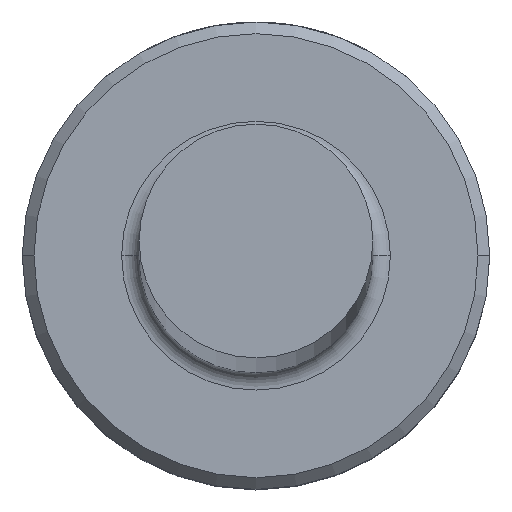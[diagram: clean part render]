
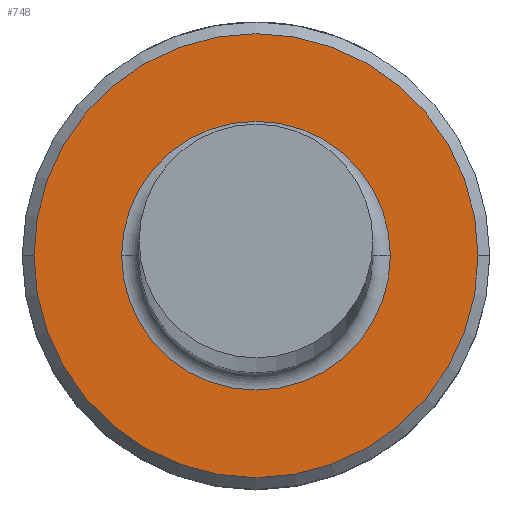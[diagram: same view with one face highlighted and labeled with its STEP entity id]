
A CAD part, top view. The second image highlights one B-rep face of the part: STEP entity #748.
In plain terms, the highlighted planar face has unit normal (0, 0, 1).
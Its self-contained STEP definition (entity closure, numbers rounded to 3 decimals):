
#19 = FACE_OUTER_BOUND ( 'NONE', #1128, .T. ) ;
#22 = EDGE_CURVE ( 'NONE', #775, #717, #199, .T. ) ;
#28 = ORIENTED_EDGE ( 'NONE', *, *, #1019, .T. ) ;
#33 = EDGE_CURVE ( 'NONE', #717, #775, #214, .T. ) ;
#39 = VERTEX_POINT ( 'NONE', #69 ) ;
#41 = AXIS2_PLACEMENT_3D ( 'NONE', #667, #121, #758 ) ;
#69 = CARTESIAN_POINT ( 'NONE',  ( -3.8, 0., 6. ) ) ;
#76 = DIRECTION ( 'NONE',  ( -1., 0., 0. ) ) ;
#121 = DIRECTION ( 'NONE',  ( 0., 0., 1. ) ) ;
#144 = DIRECTION ( 'NONE',  ( 0., 0., -1. ) ) ;
#177 = DIRECTION ( 'NONE',  ( 1., 0., 0. ) ) ;
#199 = CIRCLE ( 'NONE', #561, 2.3 ) ;
#214 = CIRCLE ( 'NONE', #617, 2.3 ) ;
#218 = AXIS2_PLACEMENT_3D ( 'NONE', #968, #441, #1046 ) ;
#233 = CIRCLE ( 'NONE', #218, 3.8 ) ;
#238 = EDGE_LOOP ( 'NONE', ( #326, #255 ) ) ;
#243 = CARTESIAN_POINT ( 'NONE',  ( 0., 0., 6. ) ) ;
#244 = CARTESIAN_POINT ( 'NONE',  ( 3.8, 0., 6. ) ) ;
#255 = ORIENTED_EDGE ( 'NONE', *, *, #33, .T. ) ;
#326 = ORIENTED_EDGE ( 'NONE', *, *, #22, .T. ) ;
#441 = DIRECTION ( 'NONE',  ( 0., 0., 1. ) ) ;
#491 = EDGE_CURVE ( 'NONE', #610, #39, #233, .T. ) ;
#546 = CARTESIAN_POINT ( 'NONE',  ( 0., 0., 6. ) ) ;
#561 = AXIS2_PLACEMENT_3D ( 'NONE', #243, #144, #76 ) ;
#610 = VERTEX_POINT ( 'NONE', #244 ) ;
#617 = AXIS2_PLACEMENT_3D ( 'NONE', #1006, #752, #650 ) ;
#650 = DIRECTION ( 'NONE',  ( -1., 0., 0. ) ) ;
#667 = CARTESIAN_POINT ( 'NONE',  ( 0., 0., 6. ) ) ;
#697 = FACE_BOUND ( 'NONE', #238, .T. ) ;
#717 = VERTEX_POINT ( 'NONE', #972 ) ;
#722 = DIRECTION ( 'NONE',  ( 0., 0., 1. ) ) ;
#748 = ADVANCED_FACE ( 'NONE', ( #19, #697 ), #892, .T. ) ;
#752 = DIRECTION ( 'NONE',  ( 0., 0., -1. ) ) ;
#758 = DIRECTION ( 'NONE',  ( 1., 0., 0. ) ) ;
#775 = VERTEX_POINT ( 'NONE', #1145 ) ;
#806 = ORIENTED_EDGE ( 'NONE', *, *, #491, .T. ) ;
#810 = AXIS2_PLACEMENT_3D ( 'NONE', #546, #722, #177 ) ;
#892 = PLANE ( 'NONE',  #810 ) ;
#968 = CARTESIAN_POINT ( 'NONE',  ( 0., 0., 6. ) ) ;
#972 = CARTESIAN_POINT ( 'NONE',  ( 2.3, 0., 6. ) ) ;
#1006 = CARTESIAN_POINT ( 'NONE',  ( 0., 0., 6. ) ) ;
#1019 = EDGE_CURVE ( 'NONE', #39, #610, #1133, .T. ) ;
#1046 = DIRECTION ( 'NONE',  ( 1., 0., 0. ) ) ;
#1128 = EDGE_LOOP ( 'NONE', ( #28, #806 ) ) ;
#1133 = CIRCLE ( 'NONE', #41, 3.8 ) ;
#1145 = CARTESIAN_POINT ( 'NONE',  ( -2.3, 0., 6. ) ) ;
